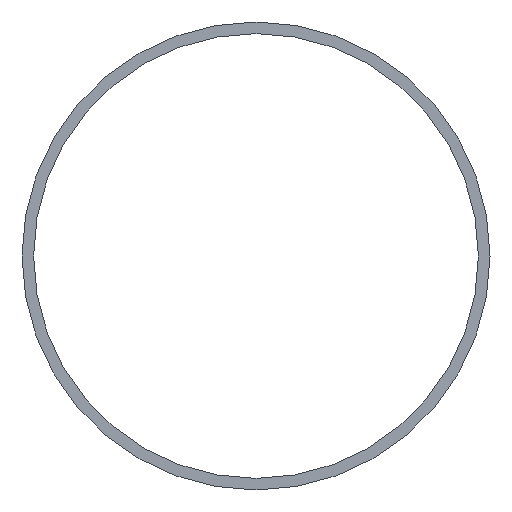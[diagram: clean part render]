
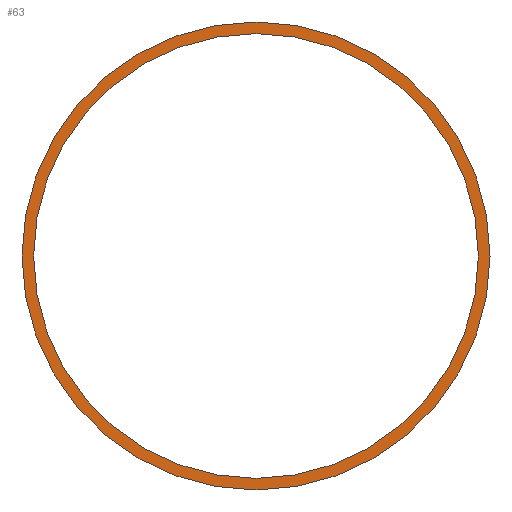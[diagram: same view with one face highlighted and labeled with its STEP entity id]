
A CAD part, left-side view. The second image highlights one B-rep face of the part: STEP entity #63.
In plain terms, the highlighted planar face has unit normal (-1, 0, 0).
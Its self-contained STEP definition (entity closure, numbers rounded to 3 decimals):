
#53 = EDGE_CURVE( '', #93, #77, #123, .T. );
#59 = VERTEX_POINT( '', #129 );
#61 = EDGE_CURVE( '', #89, #59, #131, .T. );
#63 = ADVANCED_FACE( '', ( #133, #134 ), #135, .F. );
#67 = EDGE_CURVE( '', #77, #93, #139, .T. );
#73 = EDGE_CURVE( '', #59, #89, #146, .T. );
#77 = VERTEX_POINT( '', #150 );
#89 = VERTEX_POINT( '', #165 );
#93 = VERTEX_POINT( '', #169 );
#123 = CIRCLE( '', #194, 125. );
#129 = CARTESIAN_POINT( '', ( 0., 0., 118.8 ) );
#131 = CIRCLE( '', #206, 118.8 );
#133 = FACE_OUTER_BOUND( '', #208, .T. );
#134 = FACE_BOUND( '', #209, .T. );
#135 = PLANE( '', #210 );
#139 = CIRCLE( '', #215, 125. );
#146 = CIRCLE( '', #224, 118.8 );
#150 = CARTESIAN_POINT( '', ( 0., 0., -125. ) );
#165 = CARTESIAN_POINT( '', ( 0., 0., -118.8 ) );
#169 = CARTESIAN_POINT( '', ( 0., 0., 125. ) );
#194 = AXIS2_PLACEMENT_3D( '', #267, #268, #269 );
#206 = AXIS2_PLACEMENT_3D( '', #274, #275, #276 );
#208 = EDGE_LOOP( '', ( #278, #279 ) );
#209 = EDGE_LOOP( '', ( #280, #281 ) );
#210 = AXIS2_PLACEMENT_3D( '', #282, #283, #284 );
#215 = AXIS2_PLACEMENT_3D( '', #285, #286, #287 );
#224 = AXIS2_PLACEMENT_3D( '', #299, #300, #301 );
#267 = CARTESIAN_POINT( '', ( 0., 0., 0. ) );
#268 = DIRECTION( '', ( 1., 0., 0. ) );
#269 = DIRECTION( '', ( 0., 0., -1. ) );
#274 = CARTESIAN_POINT( '', ( 0., 0., 0. ) );
#275 = DIRECTION( '', ( 1., 0., 0. ) );
#276 = DIRECTION( '', ( 0., 0., -1. ) );
#278 = ORIENTED_EDGE( '', *, *, #67, .F. );
#279 = ORIENTED_EDGE( '', *, *, #53, .F. );
#280 = ORIENTED_EDGE( '', *, *, #61, .T. );
#281 = ORIENTED_EDGE( '', *, *, #73, .T. );
#282 = CARTESIAN_POINT( '', ( 0., 0., 0. ) );
#283 = DIRECTION( '', ( 1., 0., 0. ) );
#284 = DIRECTION( '', ( 0., 0., -1. ) );
#285 = CARTESIAN_POINT( '', ( 0., 0., 0. ) );
#286 = DIRECTION( '', ( 1., 0., 0. ) );
#287 = DIRECTION( '', ( 0., 0., -1. ) );
#299 = CARTESIAN_POINT( '', ( 0., 0., 0. ) );
#300 = DIRECTION( '', ( 1., 0., 0. ) );
#301 = DIRECTION( '', ( 0., 0., -1. ) );
